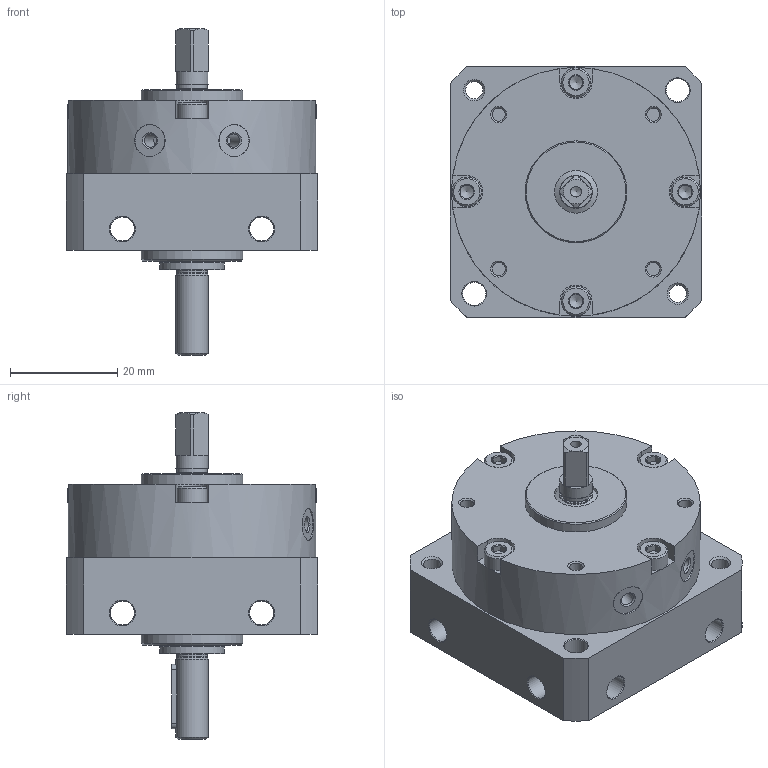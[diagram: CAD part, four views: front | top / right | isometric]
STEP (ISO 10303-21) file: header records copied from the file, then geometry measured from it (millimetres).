
FILE_DESCRIPTION(/* description */ ('STEP AP214'),/* implementation_level */ '2;1');
FILE_NAME(/* name */ '173192_DSM-10-90-P',/* time_stamp */ '2024-08-21T17:51:26+02:00',/* author */ ('License CC BY-ND 4.0'),/* organization */ ('CADENAS'),/* preprocessor_version */ 'ST-DEVELOPER v19.3',/* originating_system */ 'PARTsolutions',/* authorisation */ ' ');
FILE_SCHEMA (('AUTOMOTIVE_DESIGN {1 0 10303 214 3 1 1}'));
Length unit declared in the file: millimetre
Products named in the file (3): 173192 DSM-10-90-P---(90); 173192 DSM-10-90-P---(90_RZ); 173192 DSM-10-90-P---(K)
Assembly tree (2 placements, depth 2):
  173192 DSM-10-90-P---(90)
    173192 DSM-10-90-P---(90_RZ)
    173192 DSM-10-90-P---(K)
Bounding box: 47 x 47 x 61 mm (x, y, z)
Volume: 47148.7 mm3; surface area: 18208.4 mm2
Topology: 2 solids, 2 shells, 240 faces, 534 edges, 310 vertices
Faces by surface type: plane 108, cone 73, cylinder 57, torus 2
Full cylindrical faces by diameter (mm): 2.013 x2, 2.459 x6, 2.7 x1, 3.242 x2, 4.3 x2, 4.5 x12, 5.5 x4, 5.7 x1, 5.8 x1, 6 x4, 6.2 x1, 8 x3, 12 x1, 19 x2, 35.264 x1, 46.4 x1
Entity records: 6198 total; most frequent: CARTESIAN_POINT 1143, DIRECTION 1094, ORIENTED_EDGE 856, AXIS2_PLACEMENT_3D 461, EDGE_CURVE 428, FACE_BOUND 380, EDGE_LOOP 374, VERTEX_POINT 300
